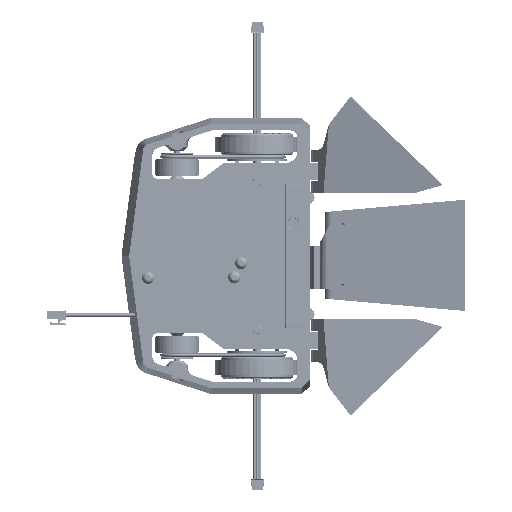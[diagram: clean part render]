
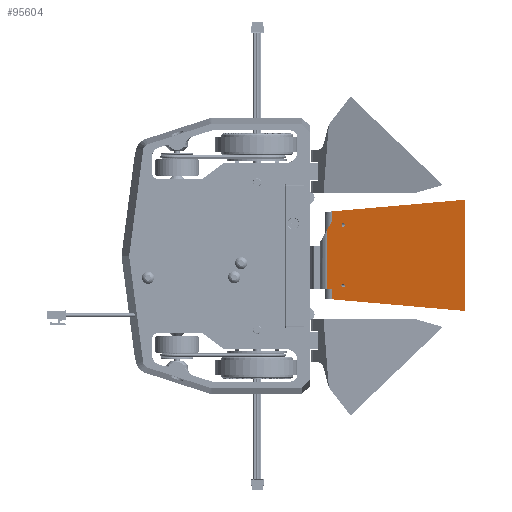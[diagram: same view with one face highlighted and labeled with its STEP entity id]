
A CAD part, front view. The second image highlights one B-rep face of the part: STEP entity #95604.
In plain terms, the highlighted planar face has unit normal (-0.171, -0.985, 0).
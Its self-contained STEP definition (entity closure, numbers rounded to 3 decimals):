
#3271=ELLIPSE('',#102861,0.806,0.8);
#3272=ELLIPSE('',#102862,0.806,0.8);
#3733=FACE_BOUND('',#11798,.T.);
#3734=FACE_BOUND('',#11799,.T.);
#6343=FACE_OUTER_BOUND('',#11797,.T.);
#11797=EDGE_LOOP('',(#74178,#74179,#74180,#74181,#74182,#74183,#74184,#74185));
#11798=EDGE_LOOP('',(#74186));
#11799=EDGE_LOOP('',(#74187));
#22344=LINE('',#188534,#32396);
#22350=LINE('',#188549,#32402);
#22355=LINE('',#188561,#32407);
#22356=LINE('',#188565,#32408);
#22357=LINE('',#188567,#32409);
#22358=LINE('',#188569,#32410);
#22359=LINE('',#188570,#32411);
#22360=LINE('',#188571,#32412);
#32396=VECTOR('',#117687,62.837);
#32402=VECTOR('',#117699,4.782);
#32407=VECTOR('',#117710,4.015);
#32408=VECTOR('',#117713,2.03);
#32409=VECTOR('',#117714,4.59);
#32410=VECTOR('',#117715,62.837);
#32411=VECTOR('',#117716,51.374);
#32412=VECTOR('',#117717,27.744);
#42556=VERTEX_POINT('',#188531);
#42557=VERTEX_POINT('',#188533);
#42563=VERTEX_POINT('',#188547);
#42567=VERTEX_POINT('',#188559);
#42568=VERTEX_POINT('',#188563);
#42569=VERTEX_POINT('',#188564);
#42570=VERTEX_POINT('',#188566);
#42571=VERTEX_POINT('',#188568);
#42572=VERTEX_POINT('',#188572);
#42573=VERTEX_POINT('',#188574);
#53956=EDGE_CURVE('',#42556,#42557,#22344,.T.);
#53964=EDGE_CURVE('',#42556,#42563,#22350,.T.);
#53970=EDGE_CURVE('',#42563,#42567,#22355,.T.);
#53971=EDGE_CURVE('',#42568,#42569,#22356,.T.);
#53972=EDGE_CURVE('',#42569,#42570,#22357,.T.);
#53973=EDGE_CURVE('',#42570,#42571,#22358,.T.);
#53974=EDGE_CURVE('',#42557,#42571,#22359,.T.);
#53975=EDGE_CURVE('',#42567,#42568,#22360,.T.);
#53976=EDGE_CURVE('',#42572,#42572,#3271,.T.);
#53977=EDGE_CURVE('',#42573,#42573,#3272,.T.);
#74178=ORIENTED_EDGE('',*,*,#53971,.T.);
#74179=ORIENTED_EDGE('',*,*,#53972,.T.);
#74180=ORIENTED_EDGE('',*,*,#53973,.T.);
#74181=ORIENTED_EDGE('',*,*,#53974,.F.);
#74182=ORIENTED_EDGE('',*,*,#53956,.F.);
#74183=ORIENTED_EDGE('',*,*,#53964,.T.);
#74184=ORIENTED_EDGE('',*,*,#53970,.T.);
#74185=ORIENTED_EDGE('',*,*,#53975,.T.);
#74186=ORIENTED_EDGE('',*,*,#53976,.F.);
#74187=ORIENTED_EDGE('',*,*,#53977,.F.);
#91183=PLANE('',#102860);
#95604=ADVANCED_FACE('',(#6343,#3733,#3734),#91183,.T.);
#102860=AXIS2_PLACEMENT_3D('',#188562,#117711,#117712);
#102861=AXIS2_PLACEMENT_3D('',#188573,#117718,#117719);
#102862=AXIS2_PLACEMENT_3D('',#188575,#117720,#117721);
#117687=DIRECTION('',(0.982,-0.17,0.086));
#117699=DIRECTION('',(0.,0.,-1.));
#117710=DIRECTION('',(-0.498,0.086,-0.863));
#117711=DIRECTION('center_axis',(-0.171,-0.985,
0.));
#117712=DIRECTION('ref_axis',(0.985,-0.171,0.));
#117713=DIRECTION('',(0.985,-0.171,0.));
#117714=DIRECTION('',(0.,0.,-1.));
#117715=DIRECTION('',(0.982,-0.17,-0.086));
#117716=DIRECTION('',(0.,0.,-1.));
#117717=DIRECTION('',(0.,0.,-1.));
#117718=DIRECTION('center_axis',(-0.171,-0.985,
0.));
#117719=DIRECTION('ref_axis',(-0.985,0.171,0.));
#117720=DIRECTION('center_axis',(-0.171,-0.985,
0.));
#117721=DIRECTION('ref_axis',(-0.985,0.171,0.));
#188531=CARTESIAN_POINT('',(16.316,-36.484,20.29));
#188533=CARTESIAN_POINT('',(78.,-47.185,25.687));
#188534=CARTESIAN_POINT('',(16.316,-36.484,20.29));
#188547=CARTESIAN_POINT('',(16.316,-36.484,15.508));
#188549=CARTESIAN_POINT('',(16.316,-36.484,20.29));
#188559=CARTESIAN_POINT('',(14.316,-36.137,12.044));
#188561=CARTESIAN_POINT('',(16.316,-36.484,15.508));
#188562=CARTESIAN_POINT('Origin',(11.,-35.562,20.));
#188563=CARTESIAN_POINT('',(14.316,-36.137,-15.7));
#188564=CARTESIAN_POINT('',(16.316,-36.484,-15.7));
#188565=CARTESIAN_POINT('',(14.316,-36.137,-15.7));
#188566=CARTESIAN_POINT('',(16.316,-36.484,-20.29));
#188567=CARTESIAN_POINT('',(16.316,-36.484,-15.7));
#188568=CARTESIAN_POINT('',(78.,-47.185,-25.687));
#188569=CARTESIAN_POINT('',(16.316,-36.484,-20.29));
#188570=CARTESIAN_POINT('',(78.,-47.185,25.687));
#188571=CARTESIAN_POINT('',(14.316,-36.137,12.044));
#188572=CARTESIAN_POINT('',(21.574,-37.396,14.8));
#188573=CARTESIAN_POINT('Origin',(21.574,-37.396,14.));
#188574=CARTESIAN_POINT('',(21.574,-37.396,-13.2));
#188575=CARTESIAN_POINT('Origin',(21.574,-37.396,-14.));
